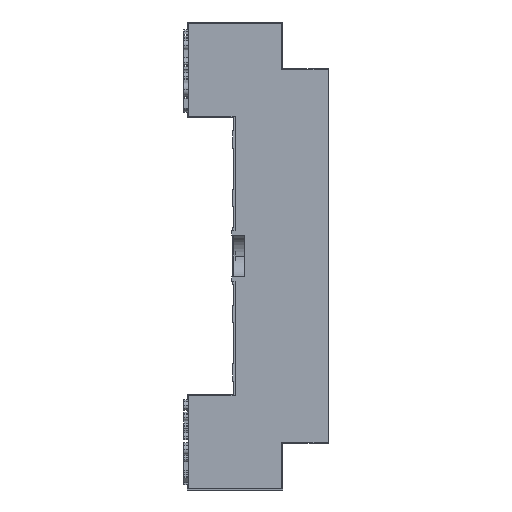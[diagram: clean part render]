
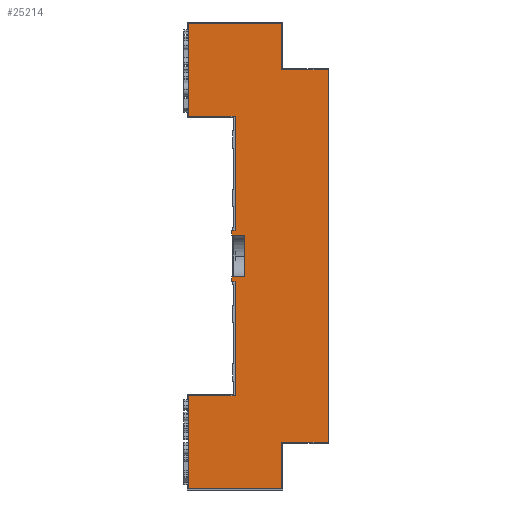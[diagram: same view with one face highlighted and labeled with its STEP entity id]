
A CAD part, front view. The second image highlights one B-rep face of the part: STEP entity #25214.
In plain terms, the highlighted planar face has unit normal (0, -1, 0).
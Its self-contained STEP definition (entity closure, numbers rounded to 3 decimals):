
#1440=FACE_OUTER_BOUND('',#2798,.T.);
#2798=EDGE_LOOP('',(#18897,#18898,#18899,#18900,#18901,#18902,#18903,#18904,
#18905,#18906,#18907,#18908,#18909,#18910,#18911,#18912,#18913,#18914,#18915,
#18916));
#5021=LINE('',#35805,#8233);
#5022=LINE('',#35807,#8234);
#5023=LINE('',#35809,#8235);
#5024=LINE('',#35811,#8236);
#5025=LINE('',#35813,#8237);
#5026=LINE('',#35815,#8238);
#5027=LINE('',#35817,#8239);
#5028=LINE('',#35819,#8240);
#5029=LINE('',#35821,#8241);
#5030=LINE('',#35823,#8242);
#5031=LINE('',#35825,#8243);
#5032=LINE('',#35827,#8244);
#5033=LINE('',#35829,#8245);
#5034=LINE('',#35831,#8246);
#5035=LINE('',#35833,#8247);
#5036=LINE('',#35835,#8248);
#5037=LINE('',#35837,#8249);
#5038=LINE('',#35839,#8250);
#5039=LINE('',#35841,#8251);
#5040=LINE('',#35842,#8252);
#8233=VECTOR('',#29707,10.);
#8234=VECTOR('',#29708,10.);
#8235=VECTOR('',#29709,10.);
#8236=VECTOR('',#29710,10.);
#8237=VECTOR('',#29711,10.);
#8238=VECTOR('',#29712,10.);
#8239=VECTOR('',#29713,10.);
#8240=VECTOR('',#29714,10.);
#8241=VECTOR('',#29715,10.);
#8242=VECTOR('',#29716,10.);
#8243=VECTOR('',#29717,10.);
#8244=VECTOR('',#29718,10.);
#8245=VECTOR('',#29719,10.);
#8246=VECTOR('',#29720,10.);
#8247=VECTOR('',#29721,10.);
#8248=VECTOR('',#29722,10.);
#8249=VECTOR('',#29723,10.);
#8250=VECTOR('',#29724,10.);
#8251=VECTOR('',#29725,10.);
#8252=VECTOR('',#29726,10.);
#11026=VERTEX_POINT('',#35803);
#11027=VERTEX_POINT('',#35804);
#11028=VERTEX_POINT('',#35806);
#11029=VERTEX_POINT('',#35808);
#11030=VERTEX_POINT('',#35810);
#11031=VERTEX_POINT('',#35812);
#11032=VERTEX_POINT('',#35814);
#11033=VERTEX_POINT('',#35816);
#11034=VERTEX_POINT('',#35818);
#11035=VERTEX_POINT('',#35820);
#11036=VERTEX_POINT('',#35822);
#11037=VERTEX_POINT('',#35824);
#11038=VERTEX_POINT('',#35826);
#11039=VERTEX_POINT('',#35828);
#11040=VERTEX_POINT('',#35830);
#11041=VERTEX_POINT('',#35832);
#11042=VERTEX_POINT('',#35834);
#11043=VERTEX_POINT('',#35836);
#11044=VERTEX_POINT('',#35838);
#11045=VERTEX_POINT('',#35840);
#13899=EDGE_CURVE('',#11026,#11027,#5021,.T.);
#13900=EDGE_CURVE('',#11026,#11028,#5022,.T.);
#13901=EDGE_CURVE('',#11028,#11029,#5023,.T.);
#13902=EDGE_CURVE('',#11030,#11029,#5024,.T.);
#13903=EDGE_CURVE('',#11031,#11030,#5025,.T.);
#13904=EDGE_CURVE('',#11032,#11031,#5026,.T.);
#13905=EDGE_CURVE('',#11033,#11032,#5027,.T.);
#13906=EDGE_CURVE('',#11034,#11033,#5028,.T.);
#13907=EDGE_CURVE('',#11035,#11034,#5029,.T.);
#13908=EDGE_CURVE('',#11036,#11035,#5030,.T.);
#13909=EDGE_CURVE('',#11037,#11036,#5031,.T.);
#13910=EDGE_CURVE('',#11038,#11037,#5032,.T.);
#13911=EDGE_CURVE('',#11039,#11038,#5033,.T.);
#13912=EDGE_CURVE('',#11040,#11039,#5034,.T.);
#13913=EDGE_CURVE('',#11041,#11040,#5035,.T.);
#13914=EDGE_CURVE('',#11042,#11041,#5036,.T.);
#13915=EDGE_CURVE('',#11043,#11042,#5037,.T.);
#13916=EDGE_CURVE('',#11044,#11043,#5038,.T.);
#13917=EDGE_CURVE('',#11045,#11044,#5039,.T.);
#13918=EDGE_CURVE('',#11027,#11045,#5040,.T.);
#18897=ORIENTED_EDGE('',*,*,#13899,.F.);
#18898=ORIENTED_EDGE('',*,*,#13900,.T.);
#18899=ORIENTED_EDGE('',*,*,#13901,.T.);
#18900=ORIENTED_EDGE('',*,*,#13902,.F.);
#18901=ORIENTED_EDGE('',*,*,#13903,.F.);
#18902=ORIENTED_EDGE('',*,*,#13904,.F.);
#18903=ORIENTED_EDGE('',*,*,#13905,.F.);
#18904=ORIENTED_EDGE('',*,*,#13906,.F.);
#18905=ORIENTED_EDGE('',*,*,#13907,.F.);
#18906=ORIENTED_EDGE('',*,*,#13908,.F.);
#18907=ORIENTED_EDGE('',*,*,#13909,.F.);
#18908=ORIENTED_EDGE('',*,*,#13910,.F.);
#18909=ORIENTED_EDGE('',*,*,#13911,.F.);
#18910=ORIENTED_EDGE('',*,*,#13912,.F.);
#18911=ORIENTED_EDGE('',*,*,#13913,.F.);
#18912=ORIENTED_EDGE('',*,*,#13914,.F.);
#18913=ORIENTED_EDGE('',*,*,#13915,.F.);
#18914=ORIENTED_EDGE('',*,*,#13916,.F.);
#18915=ORIENTED_EDGE('',*,*,#13917,.F.);
#18916=ORIENTED_EDGE('',*,*,#13918,.F.);
#24078=PLANE('',#26636);
#25214=ADVANCED_FACE('',(#1440),#24078,.F.);
#26636=AXIS2_PLACEMENT_3D('',#35802,#29705,#29706);
#29705=DIRECTION('center_axis',(0.,1.,0.));
#29706=DIRECTION('ref_axis',(0.,0.,1.));
#29707=DIRECTION('',(-1.,0.,0.));
#29708=DIRECTION('',(0.,0.,-1.));
#29709=DIRECTION('',(-1.,0.,0.));
#29710=DIRECTION('',(0.,0.,1.));
#29711=DIRECTION('',(-1.,0.,0.));
#29712=DIRECTION('',(0.,0.,1.));
#29713=DIRECTION('',(1.,0.,0.));
#29714=DIRECTION('',(0.,0.,1.));
#29715=DIRECTION('',(-1.,0.,0.));
#29716=DIRECTION('',(0.,0.,-1.));
#29717=DIRECTION('',(-1.,0.,0.));
#29718=DIRECTION('',(0.,0.,-1.));
#29719=DIRECTION('',(1.,0.,0.));
#29720=DIRECTION('',(0.,0.,-1.));
#29721=DIRECTION('',(1.,0.,0.));
#29722=DIRECTION('',(0.,0.,1.));
#29723=DIRECTION('',(-1.,0.,0.));
#29724=DIRECTION('',(0.,0.,1.));
#29725=DIRECTION('',(1.,0.,0.));
#29726=DIRECTION('',(0.,0.,1.));
#35802=CARTESIAN_POINT('Origin',(-5.,-1.,0.));
#35803=CARTESIAN_POINT('',(-8.,-1.,4.5));
#35804=CARTESIAN_POINT('',(-10.75,-1.,4.5));
#35805=CARTESIAN_POINT('',(-10.,-1.,4.5));
#35806=CARTESIAN_POINT('',(-8.,-1.,-4.5));
#35807=CARTESIAN_POINT('',(-8.,-1.,0.));
#35808=CARTESIAN_POINT('',(-10.75,-1.,-4.5));
#35809=CARTESIAN_POINT('',(-7.,-1.,-4.5));
#35810=CARTESIAN_POINT('',(-10.75,-1.,-5.5));
#35811=CARTESIAN_POINT('',(-10.75,-1.,2.5));
#35812=CARTESIAN_POINT('',(-10.,-1.,-5.5));
#35813=CARTESIAN_POINT('',(-7.5,-1.,-5.5));
#35814=CARTESIAN_POINT('',(-10.,-1.,-30.));
#35815=CARTESIAN_POINT('',(-10.,-1.,-15.));
#35816=CARTESIAN_POINT('',(-20.,-1.,-30.));
#35817=CARTESIAN_POINT('',(-12.5,-1.,-30.));
#35818=CARTESIAN_POINT('',(-20.,-1.,-50.));
#35819=CARTESIAN_POINT('',(-20.,-1.,-25.));
#35820=CARTESIAN_POINT('',(0.,-1.,-50.));
#35821=CARTESIAN_POINT('',(-2.5,-1.,-50.));
#35822=CARTESIAN_POINT('',(0.,-1.,-40.));
#35823=CARTESIAN_POINT('',(0.,-1.,-20.));
#35824=CARTESIAN_POINT('',(10.,-1.,-40.));
#35825=CARTESIAN_POINT('',(2.5,-1.,-40.));
#35826=CARTESIAN_POINT('',(10.,-1.,40.));
#35827=CARTESIAN_POINT('',(10.,-1.,20.));
#35828=CARTESIAN_POINT('',(0.,-1.,40.));
#35829=CARTESIAN_POINT('',(-2.5,-1.,40.));
#35830=CARTESIAN_POINT('',(0.,-1.,50.));
#35831=CARTESIAN_POINT('',(0.,-1.,25.));
#35832=CARTESIAN_POINT('',(-20.,-1.,50.));
#35833=CARTESIAN_POINT('',(-12.5,-1.,50.));
#35834=CARTESIAN_POINT('',(-20.,-1.,30.));
#35835=CARTESIAN_POINT('',(-20.,-1.,15.));
#35836=CARTESIAN_POINT('',(-10.,-1.,30.));
#35837=CARTESIAN_POINT('',(-7.5,-1.,30.));
#35838=CARTESIAN_POINT('',(-10.,-1.,5.5));
#35839=CARTESIAN_POINT('',(-10.,-1.,-15.));
#35840=CARTESIAN_POINT('',(-10.75,-1.,5.5));
#35841=CARTESIAN_POINT('',(-7.5,-1.,5.5));
#35842=CARTESIAN_POINT('',(-10.75,-1.,2.5));
